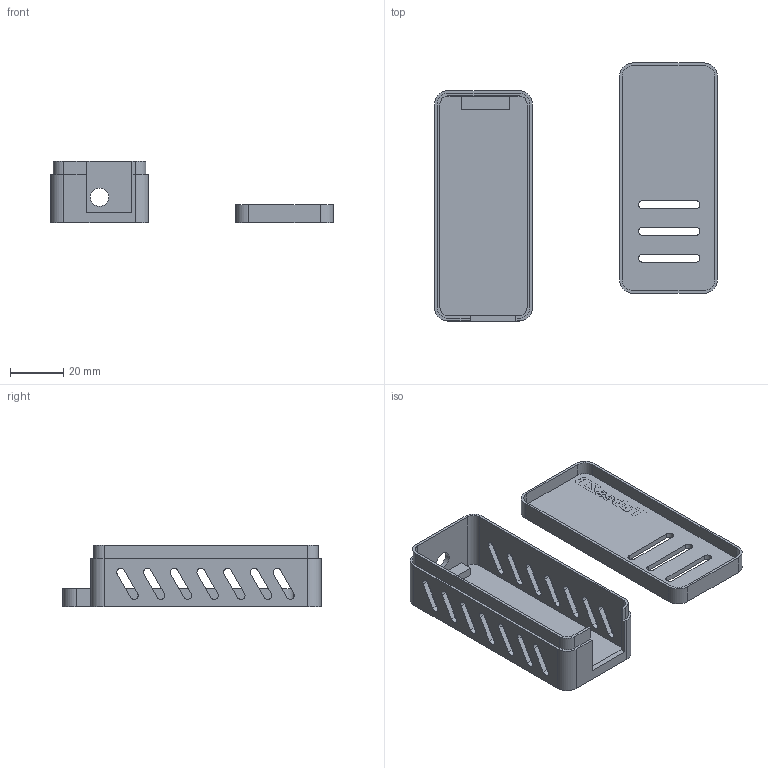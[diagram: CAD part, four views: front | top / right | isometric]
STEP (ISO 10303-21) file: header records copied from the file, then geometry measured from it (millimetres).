
FILE_DESCRIPTION(/* description */ (''),/* implementation_level */ '2;1');
FILE_NAME(/* name */ 'olimex_new v8.step',/* time_stamp */ '2022-06-28T11:00:31-04:00',/* author */ (''),/* organization */ (''),/* preprocessor_version */ 'ST-DEVELOPER v19',/* originating_system */ 'Autodesk Translation Framework v11.7.0.108',/* authorisation */ '');
FILE_SCHEMA (('AUTOMOTIVE_DESIGN { 1 0 10303 214 3 1 1 }'));
Length unit declared in the file: millimetre
Products named in the file (1): olimex_new
Bounding box: 105.83 x 96.6 x 23.2 mm (x, y, z)
Volume: 17065.2 mm3; surface area: 25075.7 mm2
Topology: 2 solids, 2 shells, 271 faces, 765 edges, 510 vertices
Faces by surface type: plane 126, bspline 90, cylinder 55
Full cylindrical faces by diameter (mm): 6.8 x1
Entity records: 9693 total; most frequent: CARTESIAN_POINT 3077, ORIENTED_EDGE 1530, DIRECTION 1059, EDGE_CURVE 765, VERTEX_POINT 510, LINE 475, VECTOR 475, EDGE_LOOP 319
